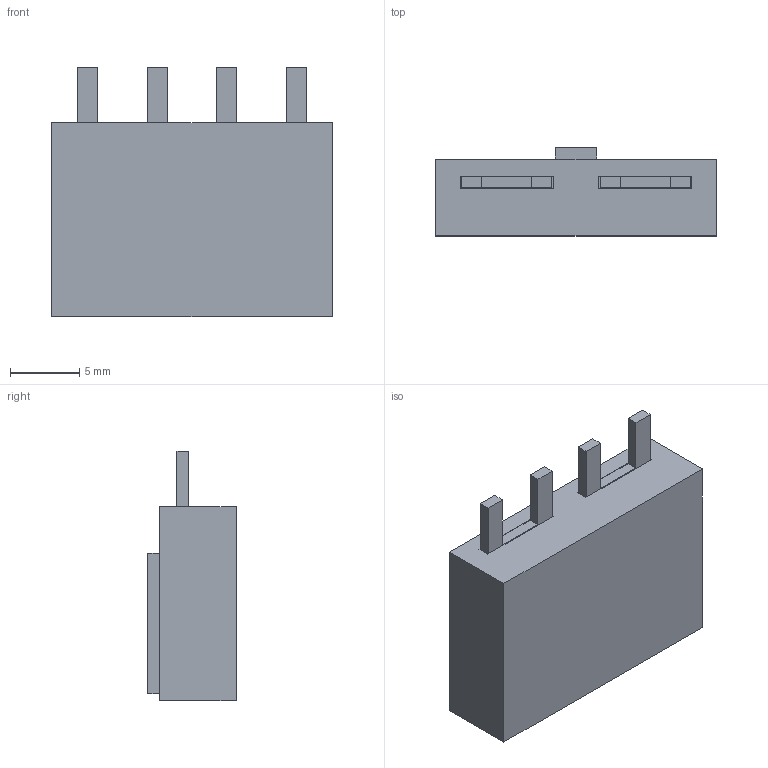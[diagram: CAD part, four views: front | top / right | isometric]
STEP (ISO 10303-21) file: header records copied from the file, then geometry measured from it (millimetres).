
FILE_DESCRIPTION (( 'STEP AP214' ), '1' );
FILE_NAME ('S900126-B05_Monoblock_Components.STEP', '2025-01-28T10:55:35', ( '' ), ( '' ), 'SwSTEP 2.0', 'SolidWorks 2023', '' );
FILE_SCHEMA (( 'AUTOMOTIVE_DESIGN' ));
Length unit declared in the file: millimetre
Products named in the file (3): K900126-A_Monoblock Components; K91167-F_Monoblock Components; S900126-B05_Monoblock_Components
Assembly tree (3 placements, depth 2):
  S900126-B05_Monoblock_Components
    K900126-A_Monoblock Components
    K91167-F_Monoblock Components  x2
Bounding box: 20.25 x 6.38 x 18 mm (x, y, z)
Volume: 1417.3 mm3; surface area: 2279.9 mm2
Topology: 3 solids, 3 shells, 95 faces, 248 edges, 160 vertices
Faces by surface type: plane 95
Entity records: 2210 total; most frequent: CARTESIAN_POINT 379, ORIENTED_EDGE 368, DIRECTION 338, LINE 184, EDGE_CURVE 184, VECTOR 184, VERTEX_POINT 118, AXIS2_PLACEMENT_3D 77
